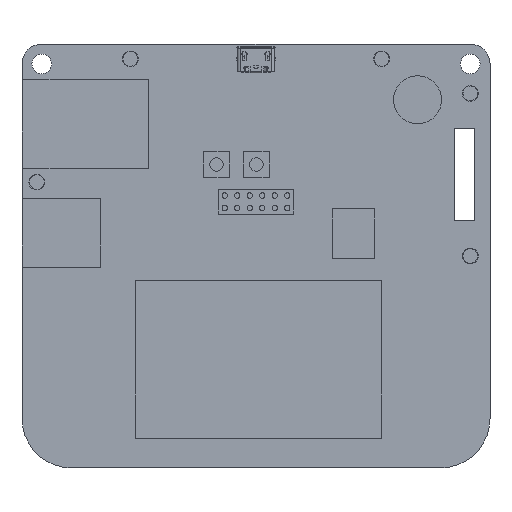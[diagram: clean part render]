
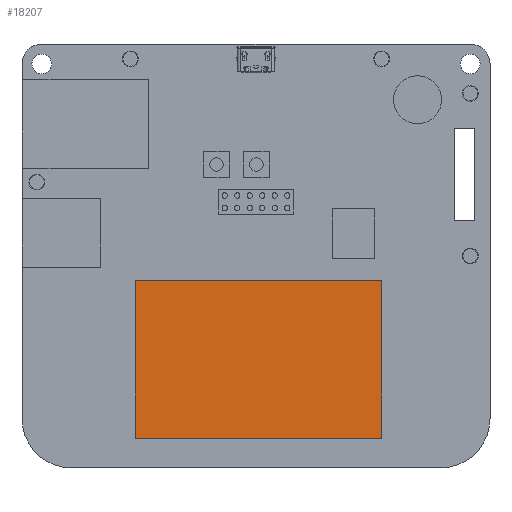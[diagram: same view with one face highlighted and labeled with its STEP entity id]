
A CAD part, top view. The second image highlights one B-rep face of the part: STEP entity #18207.
In plain terms, the highlighted planar face has unit normal (0, 0, 1).
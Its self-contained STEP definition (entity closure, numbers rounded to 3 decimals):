
#17893 = VERTEX_POINT('',#17894);
#17894 = CARTESIAN_POINT('',(23.,5.,12.));
#17901 = PLANE('',#17902);
#17902 = AXIS2_PLACEMENT_3D('',#17903,#17904,#17905);
#17903 = CARTESIAN_POINT('',(23.,5.,2.));
#17904 = DIRECTION('',(1.,0.,0.));
#17905 = DIRECTION('',(0.,0.,1.));
#17913 = PLANE('',#17914);
#17914 = AXIS2_PLACEMENT_3D('',#17915,#17916,#17917);
#17915 = CARTESIAN_POINT('',(23.,5.,2.));
#17916 = DIRECTION('',(0.,1.,0.));
#17917 = DIRECTION('',(0.,0.,1.));
#17954 = VERTEX_POINT('',#17955);
#17955 = CARTESIAN_POINT('',(23.,37.,12.));
#17969 = PLANE('',#17970);
#17970 = AXIS2_PLACEMENT_3D('',#17971,#17972,#17973);
#17971 = CARTESIAN_POINT('',(23.,37.,2.));
#17972 = DIRECTION('',(0.,1.,0.));
#17973 = DIRECTION('',(0.,0.,1.));
#17981 = EDGE_CURVE('',#17893,#17954,#17982,.T.);
#17982 = SURFACE_CURVE('',#17983,(#17987,#17994),.PCURVE_S1.);
#17983 = LINE('',#17984,#17985);
#17984 = CARTESIAN_POINT('',(23.,5.,12.));
#17985 = VECTOR('',#17986,1.);
#17986 = DIRECTION('',(0.,1.,0.));
#17987 = PCURVE('',#17901,#17988);
#17988 = DEFINITIONAL_REPRESENTATION('',(#17989),#17993);
#17989 = LINE('',#17990,#17991);
#17990 = CARTESIAN_POINT('',(10.,0.));
#17991 = VECTOR('',#17992,1.);
#17992 = DIRECTION('',(0.,-1.));
#17993 = ( GEOMETRIC_REPRESENTATION_CONTEXT(2) 
PARAMETRIC_REPRESENTATION_CONTEXT() REPRESENTATION_CONTEXT('2D SPACE',''
  ) );
#17994 = PCURVE('',#17995,#18000);
#17995 = PLANE('',#17996);
#17996 = AXIS2_PLACEMENT_3D('',#17997,#17998,#17999);
#17997 = CARTESIAN_POINT('',(23.,5.,12.));
#17998 = DIRECTION('',(0.,0.,1.));
#17999 = DIRECTION('',(1.,0.,0.));
#18000 = DEFINITIONAL_REPRESENTATION('',(#18001),#18005);
#18001 = LINE('',#18002,#18003);
#18002 = CARTESIAN_POINT('',(0.,0.));
#18003 = VECTOR('',#18004,1.);
#18004 = DIRECTION('',(0.,1.));
#18005 = ( GEOMETRIC_REPRESENTATION_CONTEXT(2) 
PARAMETRIC_REPRESENTATION_CONTEXT() REPRESENTATION_CONTEXT('2D SPACE',''
  ) );
#18013 = VERTEX_POINT('',#18014);
#18014 = CARTESIAN_POINT('',(73.,5.,12.));
#18021 = PLANE('',#18022);
#18022 = AXIS2_PLACEMENT_3D('',#18023,#18024,#18025);
#18023 = CARTESIAN_POINT('',(73.,5.,2.));
#18024 = DIRECTION('',(1.,0.,0.));
#18025 = DIRECTION('',(0.,0.,1.));
#18064 = VERTEX_POINT('',#18065);
#18065 = CARTESIAN_POINT('',(73.,37.,12.));
#18086 = EDGE_CURVE('',#18013,#18064,#18087,.T.);
#18087 = SURFACE_CURVE('',#18088,(#18092,#18099),.PCURVE_S1.);
#18088 = LINE('',#18089,#18090);
#18089 = CARTESIAN_POINT('',(73.,5.,12.));
#18090 = VECTOR('',#18091,1.);
#18091 = DIRECTION('',(0.,1.,0.));
#18092 = PCURVE('',#18021,#18093);
#18093 = DEFINITIONAL_REPRESENTATION('',(#18094),#18098);
#18094 = LINE('',#18095,#18096);
#18095 = CARTESIAN_POINT('',(10.,0.));
#18096 = VECTOR('',#18097,1.);
#18097 = DIRECTION('',(0.,-1.));
#18098 = ( GEOMETRIC_REPRESENTATION_CONTEXT(2) 
PARAMETRIC_REPRESENTATION_CONTEXT() REPRESENTATION_CONTEXT('2D SPACE',''
  ) );
#18099 = PCURVE('',#17995,#18100);
#18100 = DEFINITIONAL_REPRESENTATION('',(#18101),#18105);
#18101 = LINE('',#18102,#18103);
#18102 = CARTESIAN_POINT('',(50.,0.));
#18103 = VECTOR('',#18104,1.);
#18104 = DIRECTION('',(0.,1.));
#18105 = ( GEOMETRIC_REPRESENTATION_CONTEXT(2) 
PARAMETRIC_REPRESENTATION_CONTEXT() REPRESENTATION_CONTEXT('2D SPACE',''
  ) );
#18132 = EDGE_CURVE('',#17893,#18013,#18133,.T.);
#18133 = SURFACE_CURVE('',#18134,(#18138,#18145),.PCURVE_S1.);
#18134 = LINE('',#18135,#18136);
#18135 = CARTESIAN_POINT('',(23.,5.,12.));
#18136 = VECTOR('',#18137,1.);
#18137 = DIRECTION('',(1.,0.,0.));
#18138 = PCURVE('',#17913,#18139);
#18139 = DEFINITIONAL_REPRESENTATION('',(#18140),#18144);
#18140 = LINE('',#18141,#18142);
#18141 = CARTESIAN_POINT('',(10.,0.));
#18142 = VECTOR('',#18143,1.);
#18143 = DIRECTION('',(0.,1.));
#18144 = ( GEOMETRIC_REPRESENTATION_CONTEXT(2) 
PARAMETRIC_REPRESENTATION_CONTEXT() REPRESENTATION_CONTEXT('2D SPACE',''
  ) );
#18145 = PCURVE('',#17995,#18146);
#18146 = DEFINITIONAL_REPRESENTATION('',(#18147),#18151);
#18147 = LINE('',#18148,#18149);
#18148 = CARTESIAN_POINT('',(0.,0.));
#18149 = VECTOR('',#18150,1.);
#18150 = DIRECTION('',(1.,0.));
#18151 = ( GEOMETRIC_REPRESENTATION_CONTEXT(2) 
PARAMETRIC_REPRESENTATION_CONTEXT() REPRESENTATION_CONTEXT('2D SPACE',''
  ) );
#18179 = EDGE_CURVE('',#17954,#18064,#18180,.T.);
#18180 = SURFACE_CURVE('',#18181,(#18185,#18192),.PCURVE_S1.);
#18181 = LINE('',#18182,#18183);
#18182 = CARTESIAN_POINT('',(23.,37.,12.));
#18183 = VECTOR('',#18184,1.);
#18184 = DIRECTION('',(1.,0.,0.));
#18185 = PCURVE('',#17969,#18186);
#18186 = DEFINITIONAL_REPRESENTATION('',(#18187),#18191);
#18187 = LINE('',#18188,#18189);
#18188 = CARTESIAN_POINT('',(10.,0.));
#18189 = VECTOR('',#18190,1.);
#18190 = DIRECTION('',(0.,1.));
#18191 = ( GEOMETRIC_REPRESENTATION_CONTEXT(2) 
PARAMETRIC_REPRESENTATION_CONTEXT() REPRESENTATION_CONTEXT('2D SPACE',''
  ) );
#18192 = PCURVE('',#17995,#18193);
#18193 = DEFINITIONAL_REPRESENTATION('',(#18194),#18198);
#18194 = LINE('',#18195,#18196);
#18195 = CARTESIAN_POINT('',(0.,32.));
#18196 = VECTOR('',#18197,1.);
#18197 = DIRECTION('',(1.,0.));
#18198 = ( GEOMETRIC_REPRESENTATION_CONTEXT(2) 
PARAMETRIC_REPRESENTATION_CONTEXT() REPRESENTATION_CONTEXT('2D SPACE',''
  ) );
#18207 = ADVANCED_FACE('',(#18208),#17995,.T.);
#18208 = FACE_BOUND('',#18209,.T.);
#18209 = EDGE_LOOP('',(#18210,#18211,#18212,#18213));
#18210 = ORIENTED_EDGE('',*,*,#17981,.F.);
#18211 = ORIENTED_EDGE('',*,*,#18132,.T.);
#18212 = ORIENTED_EDGE('',*,*,#18086,.T.);
#18213 = ORIENTED_EDGE('',*,*,#18179,.F.);
